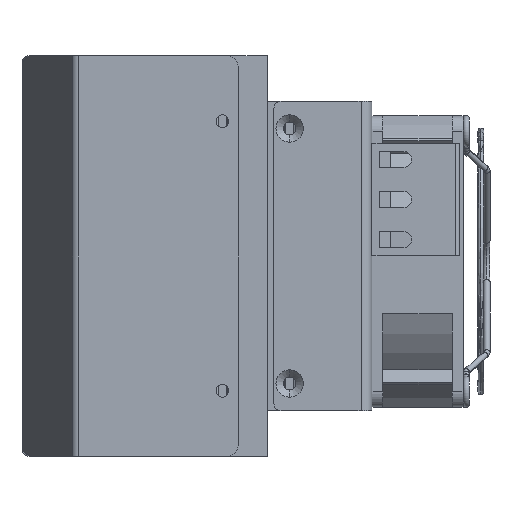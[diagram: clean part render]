
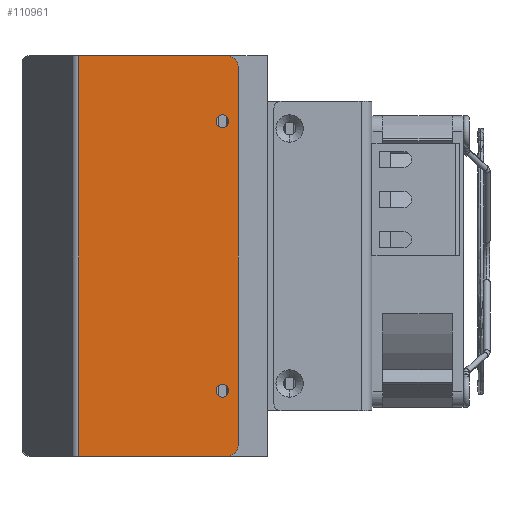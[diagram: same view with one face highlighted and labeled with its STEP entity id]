
A CAD part, left-side view. The second image highlights one B-rep face of the part: STEP entity #110961.
In plain terms, the highlighted planar face has unit normal (-1, 0, 0).
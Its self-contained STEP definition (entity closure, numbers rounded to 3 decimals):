
#107924=DIRECTION('',(0.,0.,-1.));
#107925=VECTOR('',#107924,110.);
#107926=CARTESIAN_POINT('',(-151.,44.25,110.));
#107927=LINE('',#107926,#107925);
#107928=CARTESIAN_POINT('',(-151.,3.5,107.));
#107929=DIRECTION('',(-1.,0.,0.));
#107930=DIRECTION('',(0.,-1.,0.));
#107931=AXIS2_PLACEMENT_3D('',#107928,#107929,#107930);
#107933=CARTESIAN_POINT('',(-151.,3.5,3.));
#107934=DIRECTION('',(-1.,0.,0.));
#107935=DIRECTION('',(0.,0.,-1.));
#107936=AXIS2_PLACEMENT_3D('',#107933,#107934,#107935);
#107938=CARTESIAN_POINT('',(-151.,4.8,18.));
#107939=DIRECTION('',(1.,0.,0.));
#107940=DIRECTION('',(0.,0.,1.));
#107941=AXIS2_PLACEMENT_3D('',#107938,#107939,#107940);
#107943=CARTESIAN_POINT('',(-151.,4.8,18.));
#107944=DIRECTION('',(1.,0.,0.));
#107945=DIRECTION('',(0.,0.,-1.));
#107946=AXIS2_PLACEMENT_3D('',#107943,#107944,#107945);
#107948=CARTESIAN_POINT('',(-151.,4.8,92.));
#107949=DIRECTION('',(1.,0.,0.));
#107950=DIRECTION('',(0.,0.,1.));
#107951=AXIS2_PLACEMENT_3D('',#107948,#107949,#107950);
#107953=CARTESIAN_POINT('',(-151.,4.8,92.));
#107954=DIRECTION('',(1.,0.,0.));
#107955=DIRECTION('',(0.,0.,-1.));
#107956=AXIS2_PLACEMENT_3D('',#107953,#107954,#107955);
#107966=DIRECTION('',(0.,1.,0.));
#107967=VECTOR('',#107966,40.75);
#107968=CARTESIAN_POINT('',(-151.,3.5,110.));
#107969=LINE('',#107968,#107967);
#108012=DIRECTION('',(0.,-1.,0.));
#108013=VECTOR('',#108012,40.75);
#108014=CARTESIAN_POINT('',(-151.,44.25,0.));
#108015=LINE('',#108014,#108013);
#108024=DIRECTION('',(0.,0.,-1.));
#108025=VECTOR('',#108024,104.);
#108026=CARTESIAN_POINT('',(-151.,0.5,107.));
#108027=LINE('',#108026,#108025);
#109989=CARTESIAN_POINT('',(-151.,44.25,110.));
#109990=VERTEX_POINT('',#109989);
#109995=CARTESIAN_POINT('',(-151.,44.25,0.));
#109996=VERTEX_POINT('',#109995);
#109997=CARTESIAN_POINT('',(-151.,0.5,107.));
#109998=CARTESIAN_POINT('',(-151.,3.5,110.));
#109999=VERTEX_POINT('',#109997);
#110000=VERTEX_POINT('',#109998);
#110001=CARTESIAN_POINT('',(-151.,0.5,3.));
#110002=VERTEX_POINT('',#110001);
#110003=CARTESIAN_POINT('',(-151.,3.5,0.));
#110004=VERTEX_POINT('',#110003);
#110005=CARTESIAN_POINT('',(-151.,4.8,19.75));
#110006=CARTESIAN_POINT('',(-151.,4.8,16.25));
#110007=VERTEX_POINT('',#110005);
#110008=VERTEX_POINT('',#110006);
#110009=CARTESIAN_POINT('',(-151.,4.8,93.75));
#110010=CARTESIAN_POINT('',(-151.,4.8,90.25));
#110011=VERTEX_POINT('',#110009);
#110012=VERTEX_POINT('',#110010);
#110931=CARTESIAN_POINT('',(-151.,22.375,55.));
#110932=DIRECTION('',(1.,0.,0.));
#110933=DIRECTION('',(0.,-1.,0.));
#110934=AXIS2_PLACEMENT_3D('',#110931,#110932,#110933);
#110935=PLANE('',#110934);
#110937=ORIENTED_EDGE('',*,*,#110936,.F.);
#110939=ORIENTED_EDGE('',*,*,#110938,.T.);
#110941=ORIENTED_EDGE('',*,*,#110940,.F.);
#110943=ORIENTED_EDGE('',*,*,#110942,.F.);
#110944=ORIENTED_EDGE('',*,*,#110925,.F.);
#110946=ORIENTED_EDGE('',*,*,#110945,.F.);
#110947=EDGE_LOOP('',(#110937,#110939,#110941,#110943,#110944,#110946));
#110948=FACE_OUTER_BOUND('',#110947,.F.);
#110950=ORIENTED_EDGE('',*,*,#110949,.F.);
#110952=ORIENTED_EDGE('',*,*,#110951,.F.);
#110953=EDGE_LOOP('',(#110950,#110952));
#110954=FACE_BOUND('',#110953,.F.);
#110956=ORIENTED_EDGE('',*,*,#110955,.F.);
#110958=ORIENTED_EDGE('',*,*,#110957,.F.);
#110959=EDGE_LOOP('',(#110956,#110958));
#110960=FACE_BOUND('',#110959,.F.);
#110961=ADVANCED_FACE('',(#110948,#110954,#110960),#110935,.F.);
#107932=CIRCLE('',#107931,3.);
#107937=CIRCLE('',#107936,3.);
#107942=CIRCLE('',#107941,1.75);
#107947=CIRCLE('',#107946,1.75);
#107952=CIRCLE('',#107951,1.75);
#107957=CIRCLE('',#107956,1.75);
#110925=EDGE_CURVE('',#109990,#109996,#107927,.T.);
#110936=EDGE_CURVE('',#109999,#110000,#107932,.T.);
#110938=EDGE_CURVE('',#109999,#110002,#108027,.T.);
#110940=EDGE_CURVE('',#110004,#110002,#107937,.T.);
#110942=EDGE_CURVE('',#109996,#110004,#108015,.T.);
#110945=EDGE_CURVE('',#110000,#109990,#107969,.T.);
#110949=EDGE_CURVE('',#110007,#110008,#107942,.T.);
#110951=EDGE_CURVE('',#110008,#110007,#107947,.T.);
#110955=EDGE_CURVE('',#110011,#110012,#107952,.T.);
#110957=EDGE_CURVE('',#110012,#110011,#107957,.T.);
